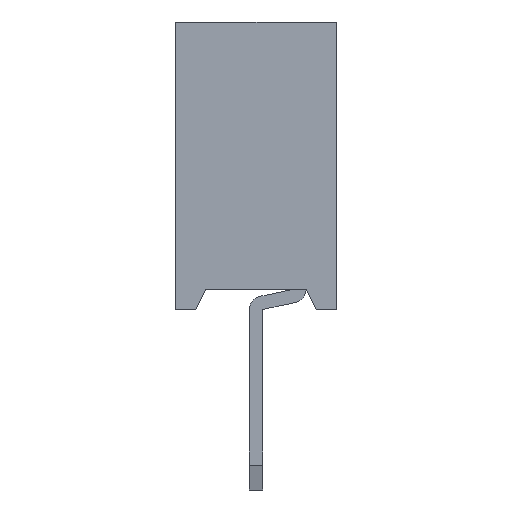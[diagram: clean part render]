
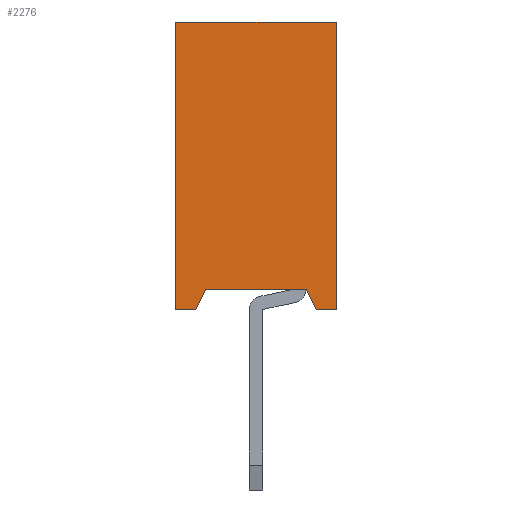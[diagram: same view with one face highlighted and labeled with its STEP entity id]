
A CAD part, left-side view. The second image highlights one B-rep face of the part: STEP entity #2276.
In plain terms, the highlighted planar face has unit normal (-1, 0, 0).
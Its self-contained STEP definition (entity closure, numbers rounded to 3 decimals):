
#2276=ADVANCED_FACE('',(#15358),#15360,.T.);
#15358=FACE_BOUND('',#15359,.T.);
#15359=EDGE_LOOP('',(#25145,#25146,#25147,#25148,#25149,#25150,#25151,#25152));
#15360=PLANE('',#15361);
#15361=AXIS2_PLACEMENT_3D('',#15362,#15363,#15364);
#15362=CARTESIAN_POINT('',(-1.,1.2,0.));
#15363=DIRECTION('',(-1.,0.,0.));
#15364=DIRECTION('',(0.,-1.,0.));
#25145=ORIENTED_EDGE('',*,*,#32590,.T.);
#25146=ORIENTED_EDGE('',*,*,#32215,.T.);
#25147=ORIENTED_EDGE('',*,*,#32591,.T.);
#25148=ORIENTED_EDGE('',*,*,#32592,.T.);
#25149=ORIENTED_EDGE('',*,*,#32593,.T.);
#25150=ORIENTED_EDGE('',*,*,#32594,.F.);
#25151=ORIENTED_EDGE('',*,*,#32595,.F.);
#25152=ORIENTED_EDGE('',*,*,#32549,.T.);
#32215=EDGE_CURVE('',#36240,#36238,#36241,.T.);
#32549=EDGE_CURVE('',#36878,#36876,#36879,.T.);
#32590=EDGE_CURVE('',#36876,#36240,#36926,.F.);
#32591=EDGE_CURVE('',#36238,#36927,#36928,.F.);
#32592=EDGE_CURVE('',#36927,#36929,#36930,.T.);
#32593=EDGE_CURVE('',#36929,#36931,#36932,.T.);
#32594=EDGE_CURVE('',#36933,#36931,#36934,.T.);
#32595=EDGE_CURVE('',#36878,#36933,#36935,.T.);
#36238=VERTEX_POINT('',#42962);
#36240=VERTEX_POINT('',#42966);
#36241=LINE('',#42967,#42968);
#36876=VERTEX_POINT('',#44268);
#36878=VERTEX_POINT('',#44272);
#36879=LINE('',#44273,#44274);
#36926=LINE('',#44402,#44403);
#36927=VERTEX_POINT('',#44405);
#36928=LINE('',#44406,#44407);
#36929=VERTEX_POINT('',#44409);
#36930=LINE('',#44410,#44411);
#36931=VERTEX_POINT('',#44413);
#36932=LINE('',#44414,#44415);
#36933=VERTEX_POINT('',#44417);
#36934=LINE('',#44418,#44419);
#36935=LINE('',#44421,#44422);
#42962=CARTESIAN_POINT('',(-1.,-0.75,0.3));
#42966=CARTESIAN_POINT('',(-1.,0.75,0.3));
#42967=CARTESIAN_POINT('',(-1.,0.75,0.3));
#42968=VECTOR('',#42969,1.);
#42969=DIRECTION('',(0.,-1.,0.));
#44268=CARTESIAN_POINT('',(-1.,0.9,0.));
#44272=CARTESIAN_POINT('',(-1.,1.2,0.));
#44273=CARTESIAN_POINT('',(-1.,1.2,0.));
#44274=VECTOR('',#44275,1.);
#44275=DIRECTION('',(0.,-1.,0.));
#44402=CARTESIAN_POINT('',(-1.,0.75,0.3));
#44403=VECTOR('',#44404,1.);
#44404=DIRECTION('',(0.,0.447,-0.894));
#44405=CARTESIAN_POINT('',(-1.,-0.9,0.));
#44406=CARTESIAN_POINT('',(-1.,-0.9,0.));
#44407=VECTOR('',#44408,1.);
#44408=DIRECTION('',(0.,0.447,0.894));
#44409=CARTESIAN_POINT('',(-1.,-1.2,0.));
#44410=CARTESIAN_POINT('',(-1.,-0.9,0.));
#44411=VECTOR('',#44412,1.);
#44412=DIRECTION('',(0.,-1.,0.));
#44413=CARTESIAN_POINT('',(-1.,-1.2,4.3));
#44414=CARTESIAN_POINT('',(-1.,-1.2,0.));
#44415=VECTOR('',#44416,1.);
#44416=DIRECTION('',(0.,0.,1.));
#44417=CARTESIAN_POINT('',(-1.,1.2,4.3));
#44418=CARTESIAN_POINT('',(-1.,1.2,4.3));
#44419=VECTOR('',#44420,1.);
#44420=DIRECTION('',(0.,-1.,0.));
#44421=CARTESIAN_POINT('',(-1.,1.2,0.));
#44422=VECTOR('',#44423,1.);
#44423=DIRECTION('',(0.,0.,1.));
